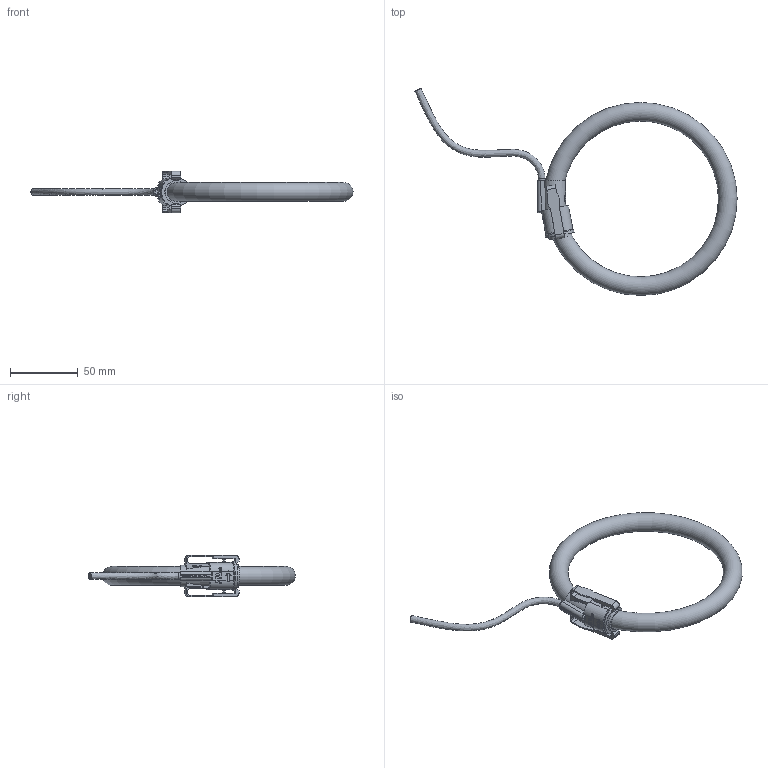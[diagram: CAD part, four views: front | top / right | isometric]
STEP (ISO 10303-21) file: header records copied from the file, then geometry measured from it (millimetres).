
FILE_DESCRIPTION(/* description */ ('STEP AP203'),/* implementation_level */ '2;1');
FILE_NAME(/* name */ 'RCT16.step',/* time_stamp */ '2025-11-19T10:18:59-05:00',/* author */ (''),/* organization */ (''),/* preprocessor_version */ 'ST-DEVELOPER v20.1',/* originating_system */ 'Autodesk Translation Framework v14.17.0.0',/* authorisation */ '');
FILE_SCHEMA (('AUTOMOTIVE_DESIGN { 1 0 10303 214 3 1 1 }'));
Length unit declared in the file: millimetre
Products named in the file (6): RCT16&XGIS_ASM; RCT16_ASM_支架安装状态; ZUO_48; TOU_7; Original coil-16; 导线-支架装配状态
Assembly tree (5 placements, depth 3):
  RCT16&XGIS_ASM
    RCT16_ASM_支架安装状态
      ZUO_48
      TOU_7
      Original coil-16
      导线-支架装配状态
Bounding box: 238.33 x 153.09 x 30.5 mm (x, y, z)
Volume: 70566.4 mm3; surface area: 29655.1 mm2
Topology: 4 solids, 4 shells, 1109 faces, 3110 edges, 2070 vertices
Faces by surface type: plane 935, bspline 101, cylinder 70, torus 2, cone 1
Full cylindrical faces by diameter (mm): 5 x1, 6.5 x1, 7.5 x1, 8.5 x1, 14 x1, 16.5 x1, 16.7 x1, 17 x1, 21.5 x1
Entity records: 39618 total; most frequent: CARTESIAN_POINT 11398, ORIENTED_EDGE 6220, DIRECTION 5106, EDGE_CURVE 3110, LINE 2680, VECTOR 2680, VERTEX_POINT 2070, AXIS2_PLACEMENT_3D 1213
